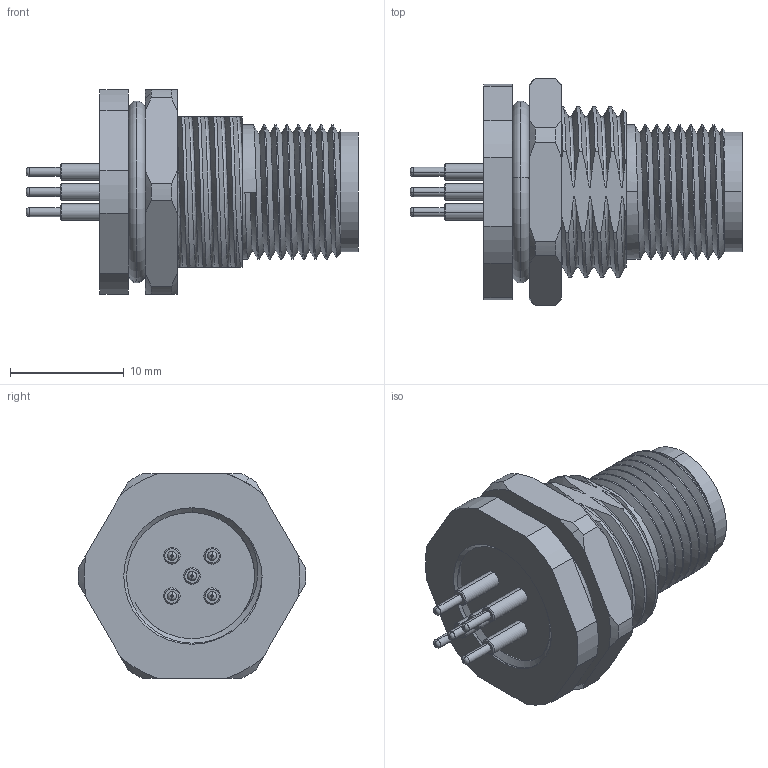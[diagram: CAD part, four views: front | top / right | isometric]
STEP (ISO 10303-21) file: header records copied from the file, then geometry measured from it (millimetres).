
FILE_DESCRIPTION (( 'STEP AP203' ), '1' );
FILE_NAME ('54-00217.STEP', '2020-10-15T17:18:42', ( '' ), ( '' ), 'SwSTEP 2.0', 'SolidWorks 2015', '' );
FILE_SCHEMA (( 'CONFIG_CONTROL_DESIGN' ));
Length unit declared in the file: millimetre
Products named in the file (6): 54-00217-01___; 54-00217-05___; 54-00217; 54-00217-04___; 54-00217-03___; 54-00217-02
Assembly tree (9 placements, depth 2):
  54-00217
    54-00217-01___
    54-00217-02
    54-00217-05___
    54-00217-04___
    54-00217-03___  x5
Bounding box: 29.2 x 19.99 x 18 mm (x, y, z)
Volume: 2957 mm3; surface area: 5480.5 mm2
Topology: 9 solids, 9 shells, 375 faces, 904 edges, 578 vertices
Faces by surface type: cylinder 149, plane 84, cone 53, bspline 45, torus 44
Entity records: 22904 total; most frequent: CARTESIAN_POINT 16257, ORIENTED_EDGE 1376, DIRECTION 1098, EDGE_CURVE 688, VERTEX_POINT 450, AXIS2_PLACEMENT_3D 437, EDGE_LOOP 294, FACE_OUTER_BOUND 263
